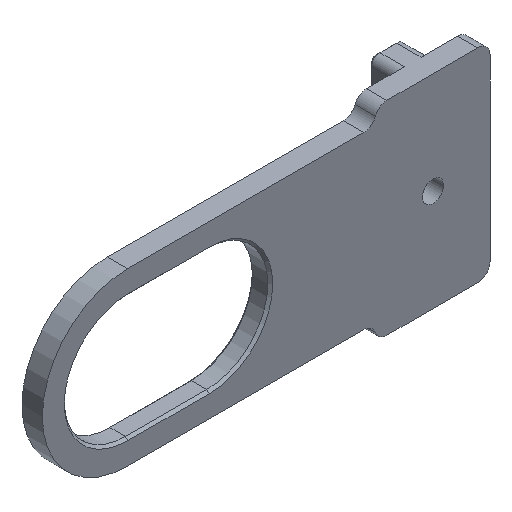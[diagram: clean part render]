
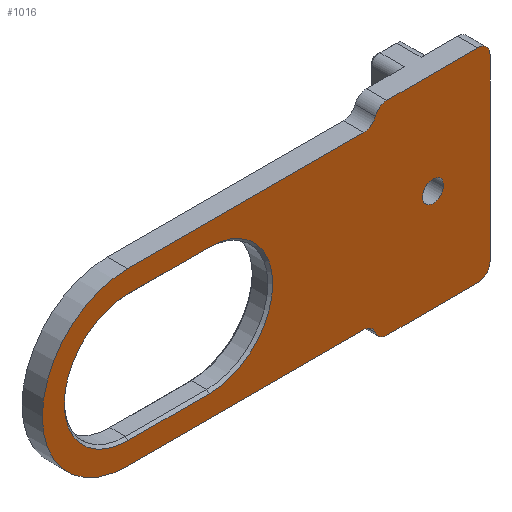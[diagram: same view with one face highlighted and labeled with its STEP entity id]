
A CAD part, isometric view. The second image highlights one B-rep face of the part: STEP entity #1016.
In plain terms, the highlighted planar face has unit normal (0, -1, 0).
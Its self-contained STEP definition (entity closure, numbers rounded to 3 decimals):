
#15=FACE_BOUND('',#165,.T.);
#16=FACE_BOUND('',#166,.T.);
#57=PLANE('',#1118);
#105=FACE_OUTER_BOUND('',#164,.T.);
#164=EDGE_LOOP('',(#843,#844,#845,#846,#847,#848,#849,#850,#851,#852,#853,
#854));
#165=EDGE_LOOP('',(#855));
#166=EDGE_LOOP('',(#856,#857,#858,#859));
#213=CIRCLE('',#1109,15.6);
#215=CIRCLE('',#1113,15.6);
#217=CIRCLE('',#1119,3.);
#218=CIRCLE('',#1120,3.);
#219=CIRCLE('',#1121,21.);
#220=CIRCLE('',#1122,3.);
#221=CIRCLE('',#1123,3.);
#222=CIRCLE('',#1124,3.);
#223=CIRCLE('',#1125,3.);
#224=CIRCLE('',#1126,2.6);
#255=LINE('',#1529,#354);
#286=LINE('',#1614,#385);
#303=LINE('',#1663,#402);
#306=LINE('',#1672,#405);
#311=LINE('',#1689,#410);
#312=LINE('',#1693,#411);
#313=LINE('',#1700,#412);
#354=VECTOR('',#1212,10.);
#385=VECTOR('',#1295,10.);
#402=VECTOR('',#1348,10.);
#405=VECTOR('',#1359,10.);
#410=VECTOR('',#1376,10.);
#411=VECTOR('',#1379,10.);
#412=VECTOR('',#1386,10.);
#452=VERTEX_POINT('',#1526);
#453=VERTEX_POINT('',#1528);
#480=VERTEX_POINT('',#1611);
#481=VERTEX_POINT('',#1613);
#490=VERTEX_POINT('',#1650);
#493=VERTEX_POINT('',#1655);
#494=VERTEX_POINT('',#1659);
#496=VERTEX_POINT('',#1665);
#501=VERTEX_POINT('',#1684);
#502=VERTEX_POINT('',#1686);
#503=VERTEX_POINT('',#1688);
#504=VERTEX_POINT('',#1690);
#505=VERTEX_POINT('',#1692);
#506=VERTEX_POINT('',#1694);
#507=VERTEX_POINT('',#1697);
#508=VERTEX_POINT('',#1699);
#509=VERTEX_POINT('',#1702);
#551=EDGE_CURVE('',#453,#452,#255,.T.);
#593=EDGE_CURVE('',#481,#480,#286,.T.);
#614=EDGE_CURVE('',#493,#490,#213,.T.);
#617=EDGE_CURVE('',#490,#494,#303,.T.);
#620=EDGE_CURVE('',#494,#496,#215,.T.);
#622=EDGE_CURVE('',#496,#493,#306,.T.);
#628=EDGE_CURVE('',#501,#452,#217,.T.);
#629=EDGE_CURVE('',#502,#501,#218,.T.);
#630=EDGE_CURVE('',#502,#503,#311,.T.);
#631=EDGE_CURVE('',#504,#503,#219,.T.);
#632=EDGE_CURVE('',#505,#504,#312,.T.);
#633=EDGE_CURVE('',#506,#505,#220,.T.);
#634=EDGE_CURVE('',#481,#506,#221,.T.);
#635=EDGE_CURVE('',#507,#480,#222,.T.);
#636=EDGE_CURVE('',#507,#508,#313,.T.);
#637=EDGE_CURVE('',#453,#508,#223,.T.);
#638=EDGE_CURVE('',#509,#509,#224,.T.);
#843=ORIENTED_EDGE('',*,*,#628,.F.);
#844=ORIENTED_EDGE('',*,*,#629,.F.);
#845=ORIENTED_EDGE('',*,*,#630,.T.);
#846=ORIENTED_EDGE('',*,*,#631,.F.);
#847=ORIENTED_EDGE('',*,*,#632,.F.);
#848=ORIENTED_EDGE('',*,*,#633,.F.);
#849=ORIENTED_EDGE('',*,*,#634,.F.);
#850=ORIENTED_EDGE('',*,*,#593,.T.);
#851=ORIENTED_EDGE('',*,*,#635,.F.);
#852=ORIENTED_EDGE('',*,*,#636,.T.);
#853=ORIENTED_EDGE('',*,*,#637,.F.);
#854=ORIENTED_EDGE('',*,*,#551,.T.);
#855=ORIENTED_EDGE('',*,*,#638,.F.);
#856=ORIENTED_EDGE('',*,*,#614,.F.);
#857=ORIENTED_EDGE('',*,*,#622,.F.);
#858=ORIENTED_EDGE('',*,*,#620,.F.);
#859=ORIENTED_EDGE('',*,*,#617,.F.);
#1016=ADVANCED_FACE('',(#105,#15,#16),#57,.F.);
#1109=AXIS2_PLACEMENT_3D('',#1657,#1342,#1343);
#1113=AXIS2_PLACEMENT_3D('',#1669,#1354,#1355);
#1118=AXIS2_PLACEMENT_3D('',#1683,#1370,#1371);
#1119=AXIS2_PLACEMENT_3D('',#1685,#1372,#1373);
#1120=AXIS2_PLACEMENT_3D('',#1687,#1374,#1375);
#1121=AXIS2_PLACEMENT_3D('',#1691,#1377,#1378);
#1122=AXIS2_PLACEMENT_3D('',#1695,#1380,#1381);
#1123=AXIS2_PLACEMENT_3D('',#1696,#1382,#1383);
#1124=AXIS2_PLACEMENT_3D('',#1698,#1384,#1385);
#1125=AXIS2_PLACEMENT_3D('',#1701,#1387,#1388);
#1126=AXIS2_PLACEMENT_3D('',#1703,#1389,#1390);
#1212=DIRECTION('',(-1.,0.,0.));
#1295=DIRECTION('',(1.,0.,0.));
#1342=DIRECTION('center_axis',(0.,-1.,0.));
#1343=DIRECTION('ref_axis',(-1.,0.,0.));
#1348=DIRECTION('',(1.,0.,0.));
#1354=DIRECTION('center_axis',(0.,-1.,0.));
#1355=DIRECTION('ref_axis',(1.,0.,0.));
#1359=DIRECTION('',(-1.,0.,0.));
#1370=DIRECTION('center_axis',(0.,1.,0.));
#1371=DIRECTION('ref_axis',(1.,0.,0.));
#1372=DIRECTION('center_axis',(0.,1.,0.));
#1373=DIRECTION('ref_axis',(0.,0.,-1.));
#1374=DIRECTION('center_axis',(0.,-1.,0.));
#1375=DIRECTION('ref_axis',(0.707,0.,-0.707));
#1376=DIRECTION('',(-1.,0.,0.));
#1377=DIRECTION('center_axis',(0.,1.,0.));
#1378=DIRECTION('ref_axis',(1.,0.,0.));
#1379=DIRECTION('',(-1.,0.,0.));
#1380=DIRECTION('center_axis',(0.,-1.,0.));
#1381=DIRECTION('ref_axis',(0.707,0.,0.707));
#1382=DIRECTION('center_axis',(0.,1.,0.));
#1383=DIRECTION('ref_axis',(0.,0.,1.));
#1384=DIRECTION('center_axis',(0.,1.,0.));
#1385=DIRECTION('ref_axis',(0.707,0.,-0.707));
#1386=DIRECTION('',(0.,0.,1.));
#1387=DIRECTION('center_axis',(0.,1.,0.));
#1388=DIRECTION('ref_axis',(0.707,0.,0.707));
#1389=DIRECTION('center_axis',(0.,-1.,0.));
#1390=DIRECTION('ref_axis',(1.,0.,0.));
#1526=CARTESIAN_POINT('',(-11.343,0.,25.));
#1528=CARTESIAN_POINT('',(11.,0.,25.));
#1529=CARTESIAN_POINT('',(14.,0.,25.));
#1611=CARTESIAN_POINT('',(11.,0.,-25.));
#1613=CARTESIAN_POINT('',(-11.343,0.,-25.));
#1614=CARTESIAN_POINT('',(-14.,0.,-25.));
#1650=CARTESIAN_POINT('',(-75.,0.,-15.6));
#1655=CARTESIAN_POINT('',(-75.,0.,15.6));
#1657=CARTESIAN_POINT('Origin',(-75.,0.,0.));
#1659=CARTESIAN_POINT('',(-55.,0.,-15.6));
#1663=CARTESIAN_POINT('',(-58.,0.,-15.6));
#1665=CARTESIAN_POINT('',(-55.,0.,15.6));
#1669=CARTESIAN_POINT('Origin',(-55.,0.,0.));
#1672=CARTESIAN_POINT('',(-48.,0.,15.6));
#1683=CARTESIAN_POINT('Origin',(-41.,0.,0.));
#1684=CARTESIAN_POINT('',(-14.172,0.,23.));
#1685=CARTESIAN_POINT('Origin',(-11.343,0.,22.));
#1686=CARTESIAN_POINT('',(-17.,0.,21.));
#1687=CARTESIAN_POINT('Origin',(-17.,0.,24.));
#1688=CARTESIAN_POINT('',(-75.,0.,21.));
#1689=CARTESIAN_POINT('',(-14.,0.,21.));
#1690=CARTESIAN_POINT('',(-75.,0.,-21.));
#1691=CARTESIAN_POINT('Origin',(-75.,0.,0.));
#1692=CARTESIAN_POINT('',(-17.,0.,-21.));
#1693=CARTESIAN_POINT('',(-14.,0.,-21.));
#1694=CARTESIAN_POINT('',(-14.172,0.,-23.));
#1695=CARTESIAN_POINT('Origin',(-17.,0.,-24.));
#1696=CARTESIAN_POINT('Origin',(-11.343,0.,-22.));
#1697=CARTESIAN_POINT('',(14.,0.,-22.));
#1698=CARTESIAN_POINT('Origin',(11.,0.,-22.));
#1699=CARTESIAN_POINT('',(14.,0.,22.));
#1700=CARTESIAN_POINT('',(14.,0.,-25.));
#1701=CARTESIAN_POINT('Origin',(11.,0.,22.));
#1702=CARTESIAN_POINT('',(-2.6,0.,0.));
#1703=CARTESIAN_POINT('Origin',(0.,0.,0.));
